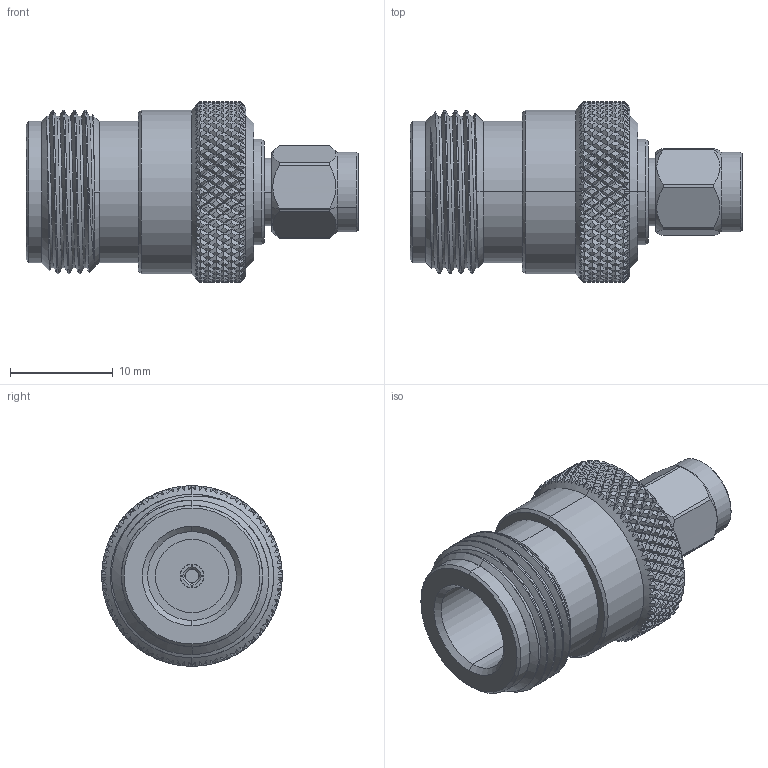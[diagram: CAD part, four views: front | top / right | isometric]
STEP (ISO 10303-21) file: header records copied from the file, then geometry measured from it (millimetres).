
FILE_DESCRIPTION (( 'STEP AP214' ), '1' );
FILE_NAME ('SM4219_3D.step', '2024-09-25T14:53:35', ( '' ), ( '' ), 'SwSTEP 2.0', 'SolidWorks 2022', '' );
FILE_SCHEMA (( 'AUTOMOTIVE_DESIGN' ));
Length unit declared in the file: inch
Products named in the file (1): SM4219_3D
Bounding box: 32.26 x 17.53 x 17.53 mm (x, y, z)
Volume: 3977.9 mm3; surface area: 2591.5 mm2
Topology: 1 solids, 1 shells, 1843 faces, 3947 edges, 2120 vertices
Faces by surface type: bspline 1408, cylinder 365, cone 36, plane 34
Entity records: 78250 total; most frequent: CARTESIAN_POINT 54065, ORIENTED_EDGE 7894, EDGE_CURVE 3947, VERTEX_POINT 2120, EDGE_LOOP 1857, FACE_OUTER_BOUND 1843, ADVANCED_FACE 1843, B_SPLINE_CURVE_WITH_KNOTS 1665
